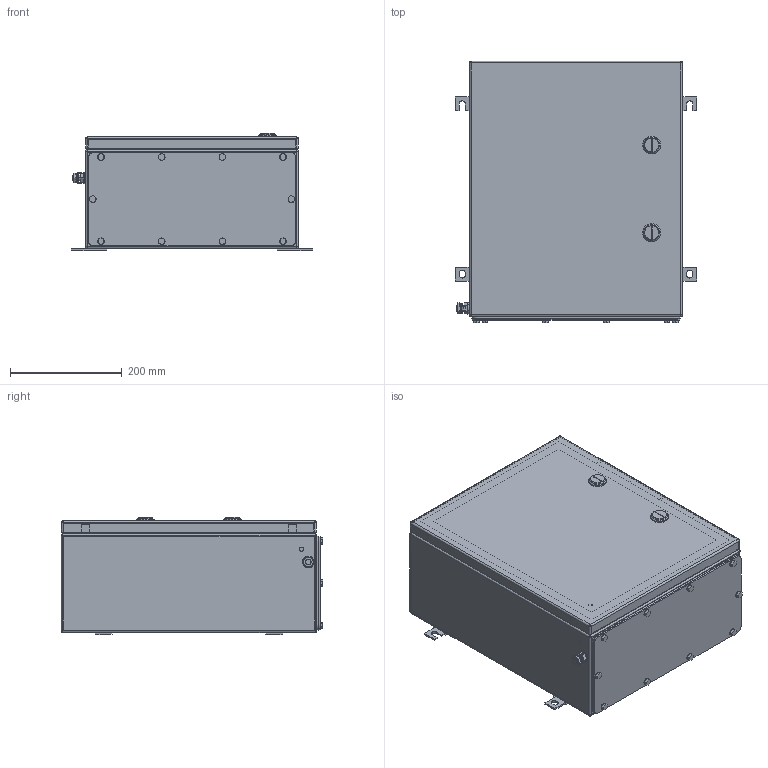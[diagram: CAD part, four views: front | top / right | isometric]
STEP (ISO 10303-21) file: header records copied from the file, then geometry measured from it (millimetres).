
FILE_DESCRIPTION(('CATIA V5 STEP Exchange','CAx-IF Rec.Pracs.--- Model Styling and Organization---1.4--- 2014-01-23'),'2;1');
FILE_NAME ('008811-6_3_1200390000_1200390000.stp','2019-09-23T07:55:22+00:00',('none'),('Weidmueller'),'CATIA Version 5-6 Release 2016 SP3 HF44','CATIA V5 STEP AP214','none');
FILE_SCHEMA(('AUTOMOTIVE_DESIGN { 1 0 10303 214 1 1 1 1 }'));
Length unit declared in the file: millimetre
Products named in the file (1): 1200390000
Bounding box: 433 x 469 x 209.8 mm (x, y, z)
Volume: 1478161.6 mm3; surface area: 1710731.6 mm2
Topology: 68 solids, 70 shells, 1401 faces, 3244 edges, 2026 vertices
Faces by surface type: plane 645, cylinder 562, cone 140, sphere 24, torus 22, bspline 8
Entity records: 38261 total; most frequent: CARTESIAN_POINT 8249, ORIENTED_EDGE 6376, DIRECTION 5087, EDGE_CURVE 3188, AXIS2_PLACEMENT_3D 2183, VERTEX_POINT 2026, VECTOR 1828, LINE 1828
